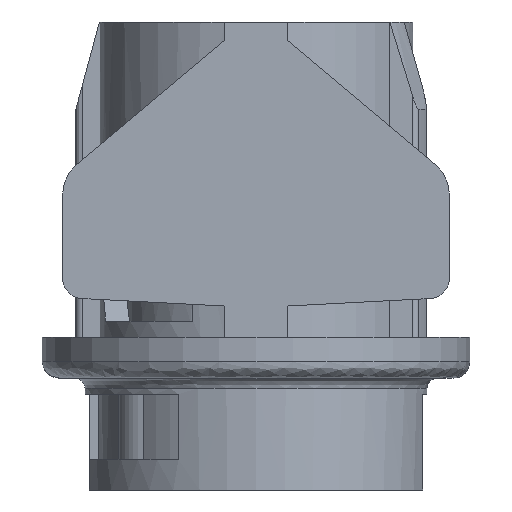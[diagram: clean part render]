
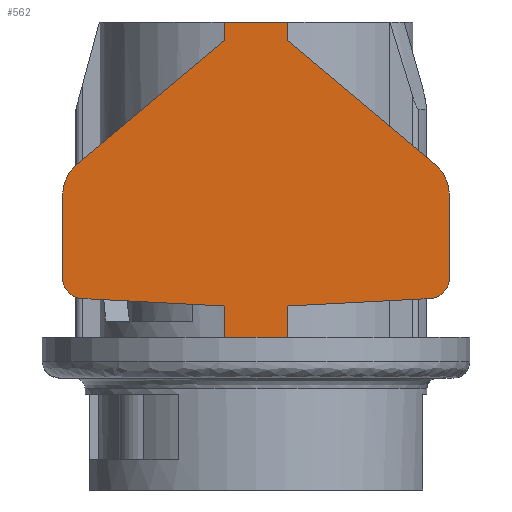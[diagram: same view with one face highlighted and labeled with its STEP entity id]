
A CAD part, front view. The second image highlights one B-rep face of the part: STEP entity #562.
In plain terms, the highlighted planar face has unit normal (0, -1, 0).
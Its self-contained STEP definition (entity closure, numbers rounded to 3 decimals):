
#562=ADVANCED_FACE('12-0-14',(#910),#761,.T.);
#761=PLANE('',#4416);
#910=FACE_OUTER_BOUND('',#1081,.T.);
#1081=EDGE_LOOP('',(#1848,#1849,#1850,#1851,#1852,#1853,#1854,#1855,#1856,
#1857,#1858,#1859,#1860,#1861,#1862,#1863));
#1315=CIRCLE('',#4332,2.);
#1317=CIRCLE('',#4336,1.);
#1354=CIRCLE('',#4409,1.);
#1355=CIRCLE('',#4412,2.);
#1848=ORIENTED_EDGE('',*,*,#3262,.T.);
#1849=ORIENTED_EDGE('',*,*,#3263,.F.);
#1850=ORIENTED_EDGE('',*,*,#3259,.T.);
#1851=ORIENTED_EDGE('',*,*,#3250,.F.);
#1852=ORIENTED_EDGE('',*,*,#3251,.F.);
#1853=ORIENTED_EDGE('',*,*,#3253,.F.);
#1854=ORIENTED_EDGE('',*,*,#3255,.F.);
#1855=ORIENTED_EDGE('',*,*,#3257,.F.);
#1856=ORIENTED_EDGE('',*,*,#3261,.T.);
#1857=ORIENTED_EDGE('',*,*,#3193,.F.);
#1858=ORIENTED_EDGE('',*,*,#3264,.T.);
#1859=ORIENTED_EDGE('',*,*,#3144,.F.);
#1860=ORIENTED_EDGE('',*,*,#3131,.F.);
#1861=ORIENTED_EDGE('',*,*,#3135,.F.);
#1862=ORIENTED_EDGE('',*,*,#3138,.F.);
#1863=ORIENTED_EDGE('',*,*,#3265,.F.);
#2706=VERTEX_POINT('',#6113);
#2707=VERTEX_POINT('',#6114);
#2710=VERTEX_POINT('',#6122);
#2712=VERTEX_POINT('',#6128);
#2716=VERTEX_POINT('',#6140);
#2754=VERTEX_POINT('',#6241);
#2755=VERTEX_POINT('',#6243);
#2791=VERTEX_POINT('',#6403);
#2792=VERTEX_POINT('',#6405);
#2793=VERTEX_POINT('',#6409);
#2794=VERTEX_POINT('',#6413);
#2795=VERTEX_POINT('',#6417);
#2796=VERTEX_POINT('',#6421);
#2797=VERTEX_POINT('',#6425);
#2798=VERTEX_POINT('',#6430);
#2799=VERTEX_POINT('',#6431);
#3131=EDGE_CURVE('',#2706,#2707,#1315,.T.);
#3135=EDGE_CURVE('',#2710,#2706,#3671,.T.);
#3138=EDGE_CURVE('',#2712,#2710,#1317,.T.);
#3144=EDGE_CURVE('',#2707,#2716,#3678,.T.);
#3193=EDGE_CURVE('',#2754,#2755,#3705,.T.);
#3250=EDGE_CURVE('',#2792,#2791,#3735,.T.);
#3251=EDGE_CURVE('',#2793,#2792,#1354,.T.);
#3253=EDGE_CURVE('',#2794,#2793,#3737,.T.);
#3255=EDGE_CURVE('',#2795,#2794,#1355,.T.);
#3257=EDGE_CURVE('',#2796,#2795,#3740,.T.);
#3259=EDGE_CURVE('',#2797,#2791,#3742,.T.);
#3261=EDGE_CURVE('',#2796,#2755,#3744,.T.);
#3262=EDGE_CURVE('',#2798,#2799,#3745,.T.);
#3263=EDGE_CURVE('',#2797,#2799,#3746,.T.);
#3264=EDGE_CURVE('',#2754,#2716,#3747,.T.);
#3265=EDGE_CURVE('',#2798,#2712,#3748,.T.);
#3671=LINE('',#6121,#4014);
#3678=LINE('',#6139,#4021);
#3705=LINE('',#6242,#4048);
#3735=LINE('',#6406,#4078);
#3737=LINE('',#6412,#4080);
#3740=LINE('',#6420,#4083);
#3742=LINE('',#6424,#4085);
#3744=LINE('',#6427,#4087);
#3745=LINE('',#6429,#4088);
#3746=LINE('',#6432,#4089);
#3747=LINE('',#6433,#4090);
#3748=LINE('',#6434,#4091);
#4014=VECTOR('',#4904,1.);
#4021=VECTOR('',#4921,1.);
#4048=VECTOR('',#5010,1.);
#4078=VECTOR('',#5114,1.);
#4080=VECTOR('',#5122,1.);
#4083=VECTOR('',#5131,1.);
#4085=VECTOR('',#5135,1.);
#4087=VECTOR('',#5137,1.);
#4088=VECTOR('',#5140,1.);
#4089=VECTOR('',#5141,1.);
#4090=VECTOR('',#5142,1.);
#4091=VECTOR('',#5143,1.);
#4332=AXIS2_PLACEMENT_3D('',#6112,#4896,#4897);
#4336=AXIS2_PLACEMENT_3D('',#6127,#4909,#4910);
#4409=AXIS2_PLACEMENT_3D('',#6408,#5117,#5118);
#4412=AXIS2_PLACEMENT_3D('',#6416,#5126,#5127);
#4416=AXIS2_PLACEMENT_3D('',#6435,#5144,#5145);
#4896=DIRECTION('',(0.,1.,0.));
#4897=DIRECTION('',(-1.,0.,0.));
#4904=DIRECTION('',(0.,0.,1.));
#4909=DIRECTION('',(0.,1.,0.));
#4910=DIRECTION('',(-0.052,0.,-0.999));
#4921=DIRECTION('',(0.766,0.,0.643));
#5010=DIRECTION('',(1.,0.,0.));
#5114=DIRECTION('',(-0.999,0.,-0.052));
#5117=DIRECTION('',(0.,1.,0.));
#5118=DIRECTION('',(1.,0.,0.));
#5122=DIRECTION('',(0.,0.,-1.));
#5126=DIRECTION('',(0.,1.,0.));
#5127=DIRECTION('',(0.643,0.,0.766));
#5131=DIRECTION('',(0.766,0.,-0.643));
#5135=DIRECTION('',(0.,0.,1.));
#5137=DIRECTION('',(0.,0.,1.));
#5140=DIRECTION('',(0.,0.,-1.));
#5141=DIRECTION('',(-1.,0.,0.));
#5142=DIRECTION('',(0.,0.,-1.));
#5143=DIRECTION('',(-0.999,0.,0.052));
#5144=DIRECTION('',(0.,-1.,0.));
#5145=DIRECTION('',(0.,0.,1.));
#6112=CARTESIAN_POINT('',(-7.5,-8.85,2.997));
#6113=CARTESIAN_POINT('',(-9.5,-8.85,2.997));
#6114=CARTESIAN_POINT('',(-8.786,-8.85,4.529));
#6121=CARTESIAN_POINT('',(-9.5,-8.85,-1.092));
#6122=CARTESIAN_POINT('',(-9.5,-8.85,-1.092));
#6127=CARTESIAN_POINT('',(-8.5,-8.85,-1.092));
#6128=CARTESIAN_POINT('',(-8.552,-8.85,-2.091));
#6139=CARTESIAN_POINT('',(-8.786,-8.85,4.529));
#6140=CARTESIAN_POINT('',(-1.55,-8.85,10.6));
#6241=CARTESIAN_POINT('',(-1.55,-8.85,11.5));
#6242=CARTESIAN_POINT('',(-1.55,-8.85,11.5));
#6243=CARTESIAN_POINT('',(1.55,-8.85,11.5));
#6403=CARTESIAN_POINT('',(1.55,-8.85,-2.458));
#6405=CARTESIAN_POINT('',(8.552,-8.85,-2.091));
#6406=CARTESIAN_POINT('',(8.552,-8.85,-2.091));
#6408=CARTESIAN_POINT('',(8.5,-8.85,-1.092));
#6409=CARTESIAN_POINT('',(9.5,-8.85,-1.092));
#6412=CARTESIAN_POINT('',(9.5,-8.85,2.997));
#6413=CARTESIAN_POINT('',(9.5,-8.85,2.997));
#6416=CARTESIAN_POINT('',(7.5,-8.85,2.997));
#6417=CARTESIAN_POINT('',(8.786,-8.85,4.529));
#6420=CARTESIAN_POINT('',(1.55,-8.85,10.6));
#6421=CARTESIAN_POINT('',(1.55,-8.85,10.6));
#6424=CARTESIAN_POINT('',(1.55,-8.85,-4.));
#6425=CARTESIAN_POINT('',(1.55,-8.85,-4.));
#6427=CARTESIAN_POINT('',(1.55,-8.85,10.6));
#6429=CARTESIAN_POINT('',(-1.55,-8.85,-2.458));
#6430=CARTESIAN_POINT('',(-1.55,-8.85,-2.458));
#6431=CARTESIAN_POINT('',(-1.55,-8.85,-4.));
#6432=CARTESIAN_POINT('',(1.55,-8.85,-4.));
#6433=CARTESIAN_POINT('',(-1.55,-8.85,11.5));
#6434=CARTESIAN_POINT('',(-1.55,-8.85,-2.458));
#6435=CARTESIAN_POINT('',(10.55,-8.85,-4.1));
